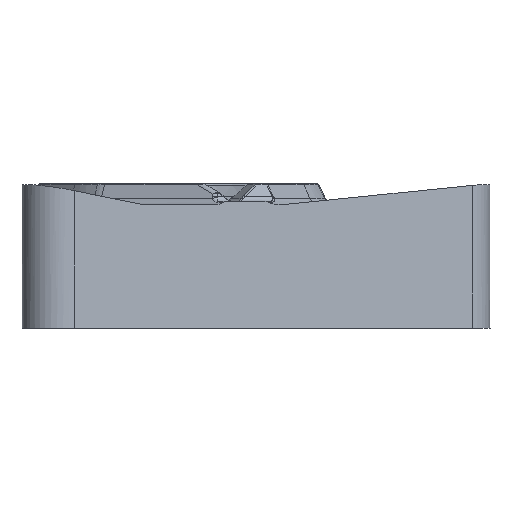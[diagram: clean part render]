
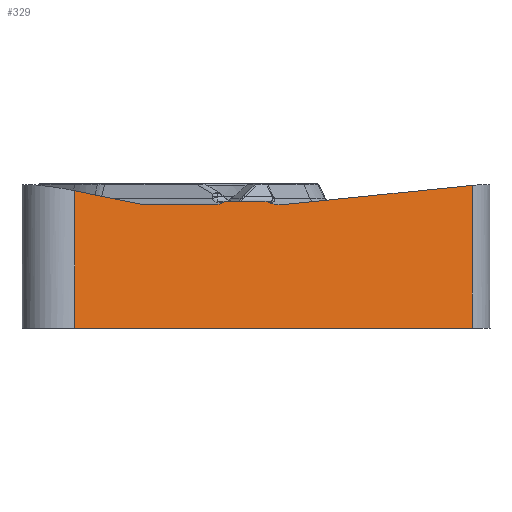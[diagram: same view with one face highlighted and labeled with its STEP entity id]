
A CAD part, front view. The second image highlights one B-rep face of the part: STEP entity #329.
In plain terms, the highlighted planar face has unit normal (0.5, -0.866, 0).
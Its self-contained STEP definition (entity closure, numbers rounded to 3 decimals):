
#329=ADVANCED_FACE('',(#558),#460,.F.);
#460=PLANE('',#3322);
#558=FACE_OUTER_BOUND('',#761,.T.);
#761=EDGE_LOOP('',(#1469,#1470,#1471,#1472,#1473,#1474,#1475,#1476,#1477,
#1478,#1479,#1480,#1481,#1482));
#935=CIRCLE('',#3321,0.32);
#1024=ELLIPSE('',#3317,0.64,0.32);
#1025=ELLIPSE('',#3318,0.3,0.15);
#1026=ELLIPSE('',#3319,0.177,0.15);
#1027=ELLIPSE('',#3320,0.377,0.32);
#1469=ORIENTED_EDGE('',*,*,#2490,.T.);
#1470=ORIENTED_EDGE('',*,*,#2491,.T.);
#1471=ORIENTED_EDGE('',*,*,#2492,.T.);
#1472=ORIENTED_EDGE('',*,*,#2493,.F.);
#1473=ORIENTED_EDGE('',*,*,#2494,.T.);
#1474=ORIENTED_EDGE('',*,*,#2495,.T.);
#1475=ORIENTED_EDGE('',*,*,#2496,.F.);
#1476=ORIENTED_EDGE('',*,*,#2497,.F.);
#1477=ORIENTED_EDGE('',*,*,#2333,.F.);
#1478=ORIENTED_EDGE('',*,*,#2498,.F.);
#1479=ORIENTED_EDGE('',*,*,#2499,.T.);
#1480=ORIENTED_EDGE('',*,*,#2500,.T.);
#1481=ORIENTED_EDGE('',*,*,#2501,.T.);
#1482=ORIENTED_EDGE('',*,*,#2502,.F.);
#2042=VERTEX_POINT('',#4644);
#2043=VERTEX_POINT('',#4646);
#2135=VERTEX_POINT('',#5527);
#2136=VERTEX_POINT('',#5528);
#2137=VERTEX_POINT('',#5530);
#2138=VERTEX_POINT('',#5532);
#2139=VERTEX_POINT('',#5534);
#2140=VERTEX_POINT('',#5536);
#2141=VERTEX_POINT('',#5538);
#2142=VERTEX_POINT('',#5546);
#2143=VERTEX_POINT('',#5549);
#2144=VERTEX_POINT('',#5551);
#2145=VERTEX_POINT('',#5553);
#2146=VERTEX_POINT('',#5555);
#2333=EDGE_CURVE('',#2042,#2043,#2760,.T.);
#2490=EDGE_CURVE('',#2135,#2136,#2805,.T.);
#2491=EDGE_CURVE('',#2136,#2137,#2806,.T.);
#2492=EDGE_CURVE('',#2137,#2138,#2807,.T.);
#2493=EDGE_CURVE('',#2139,#2138,#2808,.T.);
#2494=EDGE_CURVE('',#2139,#2140,#1024,.T.);
#2495=EDGE_CURVE('',#2140,#2141,#2809,.T.);
#2496=EDGE_CURVE('',#2142,#2141,#3090,.T.);
#2497=EDGE_CURVE('',#2043,#2142,#1025,.T.);
#2498=EDGE_CURVE('',#2143,#2042,#1026,.T.);
#2499=EDGE_CURVE('',#2143,#2144,#1027,.T.);
#2500=EDGE_CURVE('',#2144,#2145,#2810,.T.);
#2501=EDGE_CURVE('',#2145,#2146,#935,.T.);
#2502=EDGE_CURVE('',#2135,#2146,#2811,.T.);
#2760=LINE('',#4645,#2919);
#2805=LINE('',#5526,#2965);
#2806=LINE('',#5529,#2966);
#2807=LINE('',#5531,#2967);
#2808=LINE('',#5533,#2968);
#2809=LINE('',#5537,#2969);
#2810=LINE('',#5552,#2970);
#2811=LINE('',#5556,#2971);
#2919=VECTOR('',#3628,1.);
#2965=VECTOR('',#3844,1.);
#2966=VECTOR('',#3845,1.);
#2967=VECTOR('',#3846,1.);
#2968=VECTOR('',#3847,1.);
#2969=VECTOR('',#3850,1.);
#2970=VECTOR('',#3857,1.);
#2971=VECTOR('',#3860,1.);
#3090=B_SPLINE_CURVE_WITH_KNOTS('',3,(#5539,#5540,#5541,#5542,#5543,#5544,
#5545),.UNSPECIFIED.,.F.,.F.,(4,3,4),(0.,0.826,1.),
 .UNSPECIFIED.);
#3317=AXIS2_PLACEMENT_3D('',#5535,#3848,#3849);
#3318=AXIS2_PLACEMENT_3D('',#5547,#3851,#3852);
#3319=AXIS2_PLACEMENT_3D('',#5548,#3853,#3854);
#3320=AXIS2_PLACEMENT_3D('',#5550,#3855,#3856);
#3321=AXIS2_PLACEMENT_3D('',#5554,#3858,#3859);
#3322=AXIS2_PLACEMENT_3D('',#5557,#3861,#3862);
#3628=DIRECTION('',(0.866,0.5,0.));
#3844=DIRECTION('',(0.,0.,-1.));
#3845=DIRECTION('',(0.866,0.5,0.));
#3846=DIRECTION('',(0.,0.,1.));
#3847=DIRECTION('',(0.863,0.498,0.088));
#3848=DIRECTION('',(-0.5,0.866,0.));
#3849=DIRECTION('',(0.866,0.5,0.));
#3850=DIRECTION('',(-0.866,-0.5,0.));
#3851=DIRECTION('',(-0.5,0.866,0.));
#3852=DIRECTION('',(-0.866,-0.5,0.));
#3853=DIRECTION('',(-0.5,0.866,0.));
#3854=DIRECTION('',(0.866,0.5,0.));
#3855=DIRECTION('',(-0.5,0.866,0.));
#3856=DIRECTION('',(0.866,0.5,0.));
#3857=DIRECTION('',(-0.866,-0.5,0.));
#3858=DIRECTION('',(-0.5,0.866,0.));
#3859=DIRECTION('',(0.,0.,-1.));
#3860=DIRECTION('',(0.853,0.492,-0.174));
#3861=DIRECTION('',(-0.5,0.866,0.));
#3862=DIRECTION('',(0.,0.,1.));
#4644=CARTESIAN_POINT('',(1.04,-4.899,-0.37));
#4645=CARTESIAN_POINT('',(5.129,-2.538,-0.37));
#4646=CARTESIAN_POINT('',(2.07,-4.304,-0.37));
#5526=CARTESIAN_POINT('',(-3.263,-7.383,0.));
#5527=CARTESIAN_POINT('',(-3.263,-7.383,-0.068));
#5528=CARTESIAN_POINT('',(-3.263,-7.383,-3.97));
#5529=CARTESIAN_POINT('',(-0.367,-5.711,-3.97));
#5530=CARTESIAN_POINT('',(8.025,-0.866,-3.97));
#5531=CARTESIAN_POINT('',(8.025,-0.866,0.));
#5532=CARTESIAN_POINT('',(8.025,-0.866,0.085));
#5533=CARTESIAN_POINT('',(-0.308,-5.677,-0.763));
#5534=CARTESIAN_POINT('',(2.718,-3.93,-0.455));
#5535=CARTESIAN_POINT('',(2.622,-3.986,-0.14));
#5536=CARTESIAN_POINT('',(2.622,-3.986,-0.46));
#5537=CARTESIAN_POINT('',(-0.367,-5.711,-0.46));
#5538=CARTESIAN_POINT('',(2.541,-4.032,-0.46));
#5539=CARTESIAN_POINT('',(2.225,-4.215,-0.4));
#5540=CARTESIAN_POINT('',(2.307,-4.167,-0.435));
#5541=CARTESIAN_POINT('',(2.396,-4.116,-0.453));
#5542=CARTESIAN_POINT('',(2.484,-4.065,-0.458));
#5543=CARTESIAN_POINT('',(2.503,-4.054,-0.459));
#5544=CARTESIAN_POINT('',(2.522,-4.043,-0.46));
#5545=CARTESIAN_POINT('',(2.541,-4.032,-0.46));
#5546=CARTESIAN_POINT('',(2.225,-4.215,-0.4));
#5547=CARTESIAN_POINT('',(2.07,-4.304,-0.52));
#5548=CARTESIAN_POINT('',(1.04,-4.899,-0.52));
#5549=CARTESIAN_POINT('',(0.95,-4.951,-0.399));
#5550=CARTESIAN_POINT('',(0.757,-5.062,-0.14));
#5551=CARTESIAN_POINT('',(0.757,-5.062,-0.46));
#5552=CARTESIAN_POINT('',(5.129,-2.538,-0.46));
#5553=CARTESIAN_POINT('',(-1.311,-6.256,-0.46));
#5554=CARTESIAN_POINT('',(-1.311,-6.256,-0.14));
#5555=CARTESIAN_POINT('',(-1.359,-6.284,-0.455));
#5556=CARTESIAN_POINT('',(4.866,-2.69,-1.723));
#5557=CARTESIAN_POINT('',(-0.367,-5.711,0.));
